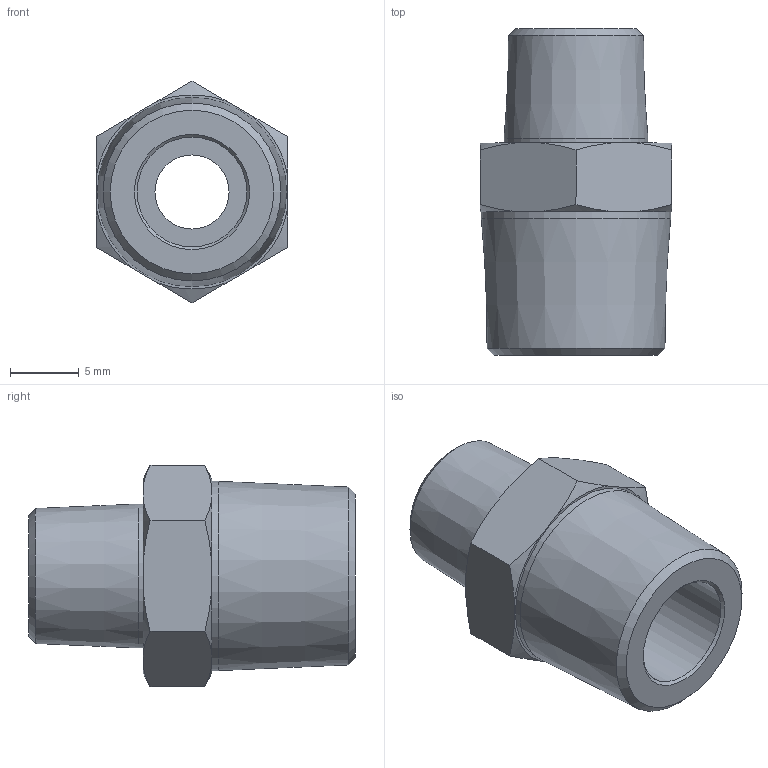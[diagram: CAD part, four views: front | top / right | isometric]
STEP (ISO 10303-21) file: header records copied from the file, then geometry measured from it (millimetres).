
FILE_DESCRIPTION(/* description */ ('Unknown'),/* implementation_level */ '2;1');
FILE_NAME(/* name */ 'A2.1;8.1;4',/* time_stamp */ '2021-08-17T13:31:10-04:00',/* author */ ('Unknown'),/* organization */ ('Unknown'),/* preprocessor_version */ 'ST-DEVELOPER v16.7',/* originating_system */ 'Solid Edge',/* authorisation */ 'Unknown');
FILE_SCHEMA (('AUTOMOTIVE_DESIGN {1 0 10303 214 3 1 1}'));
Length unit declared in the file: millimetre
Products named in the file (1): A2.1;8.1;4
Bounding box: 14 x 23.83 x 16.17 mm (x, y, z)
Volume: 2086.5 mm3; surface area: 1688.1 mm2
Topology: 1 solids, 1 shells, 33 faces, 81 edges, 53 vertices
Faces by surface type: cone 18, plane 11, cylinder 4
Full cylindrical faces by diameter (mm): 5.4 x1, 8 x1, 10.5 x1, 13.8 x1
Entity records: 1183 total; most frequent: CARTESIAN_POINT 224, DIRECTION 138, ORIENTED_EDGE 136, EDGE_CURVE 68, AXIS2_PLACEMENT_3D 60, VERTEX_POINT 50, EDGE_LOOP 48, FACE_BOUND 48
